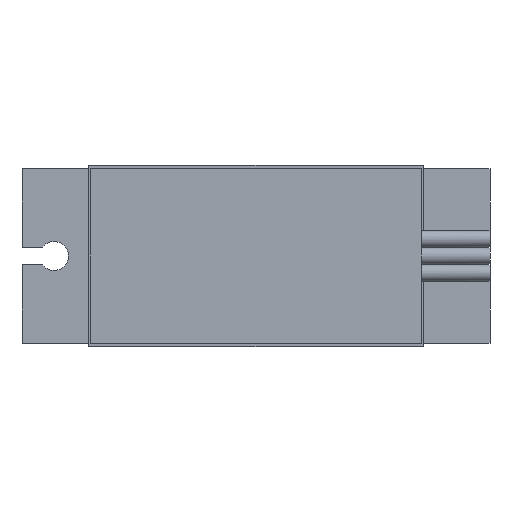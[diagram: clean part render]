
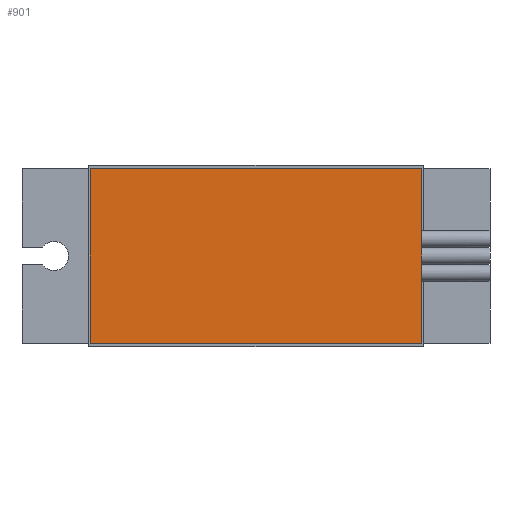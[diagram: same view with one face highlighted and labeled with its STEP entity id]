
A CAD part, front view. The second image highlights one B-rep face of the part: STEP entity #901.
In plain terms, the highlighted planar face has unit normal (0, -1, 0).
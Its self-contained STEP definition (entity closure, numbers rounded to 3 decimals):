
#54=PLANE('',#988);
#100=FACE_OUTER_BOUND('',#151,.T.);
#151=EDGE_LOOP('',(#832,#833,#834,#835));
#172=LINE('',#1299,#273);
#208=LINE('',#1390,#309);
#212=LINE('',#1398,#313);
#251=LINE('',#1484,#352);
#273=VECTOR('',#1044,10.);
#309=VECTOR('',#1126,10.);
#313=VECTOR('',#1134,10.);
#352=VECTOR('',#1217,10.);
#403=VERTEX_POINT('',#1296);
#404=VERTEX_POINT('',#1298);
#436=VERTEX_POINT('',#1388);
#438=VERTEX_POINT('',#1396);
#493=EDGE_CURVE('',#404,#403,#172,.T.);
#538=EDGE_CURVE('',#403,#436,#208,.T.);
#542=EDGE_CURVE('',#436,#438,#212,.T.);
#585=EDGE_CURVE('',#438,#404,#251,.T.);
#832=ORIENTED_EDGE('',*,*,#585,.T.);
#833=ORIENTED_EDGE('',*,*,#493,.T.);
#834=ORIENTED_EDGE('',*,*,#538,.T.);
#835=ORIENTED_EDGE('',*,*,#542,.T.);
#901=ADVANCED_FACE('',(#100),#54,.T.);
#988=AXIS2_PLACEMENT_3D('',#1497,#1231,#1232);
#1044=DIRECTION('',(0.,0.,1.));
#1126=DIRECTION('',(-1.,0.,0.));
#1134=DIRECTION('',(0.,0.,-1.));
#1217=DIRECTION('',(1.,0.,0.));
#1231=DIRECTION('center_axis',(0.,-1.,0.));
#1232=DIRECTION('ref_axis',(0.,0.,-1.));
#1296=CARTESIAN_POINT('',(5.75,-27.5,6.));
#1298=CARTESIAN_POINT('',(5.75,-27.5,-6.));
#1299=CARTESIAN_POINT('',(5.75,-27.5,-3.));
#1388=CARTESIAN_POINT('',(-17.05,-27.5,6.));
#1390=CARTESIAN_POINT('',(0.05,-27.5,6.));
#1396=CARTESIAN_POINT('',(-17.05,-27.5,-6.));
#1398=CARTESIAN_POINT('',(-17.05,-27.5,3.));
#1484=CARTESIAN_POINT('',(-11.35,-27.5,-6.));
#1497=CARTESIAN_POINT('Origin',(-5.65,-27.5,0.));
